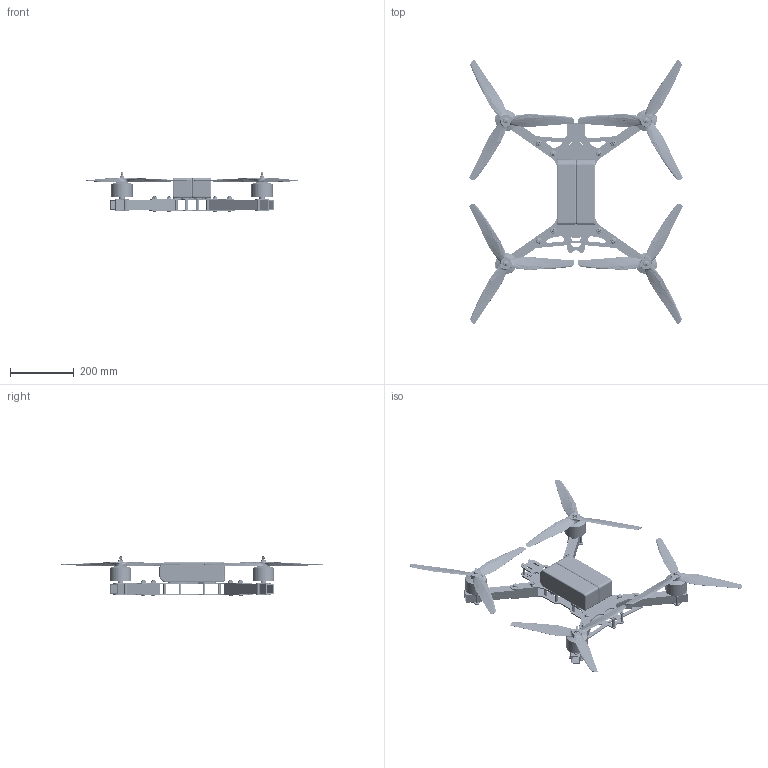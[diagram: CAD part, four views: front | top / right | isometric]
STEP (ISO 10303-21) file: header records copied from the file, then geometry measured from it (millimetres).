
FILE_DESCRIPTION(('FreeCAD Model'),'2;1');
FILE_NAME('Open CASCADE Shape Model','2025-04-26T19:11:39',('FreeCAD'),( 'FreeCAD'),'Open CASCADE STEP processor 7.6','FreeCAD','Unknown');
FILE_SCHEMA(('AUTOMOTIVE_DESIGN { 1 0 10303 214 1 1 1 1 }'));
Products named in the file (1): Open CASCADE STEP translator 7.6 1
Bounding box: 669.69 x 828.33 x 127.66 mm (x, y, z)
Volume: 3144068.2 mm3; surface area: 868183.3 mm2
Topology: 61 solids, 61 shells, 5867 faces, 16255 edges, 10550 vertices
Faces by surface type: bspline 5867
Entity records: 320700 total; most frequent: CARTESIAN_POINT 232501, ORIENTED_EDGE 32510, EDGE_CURVE 16255, VERTEX_POINT 10550, B_SPLINE_CURVE_WITH_KNOTS 8655, FACE_BOUND 6337, EDGE_LOOP 6337, ADVANCED_FACE 5867
